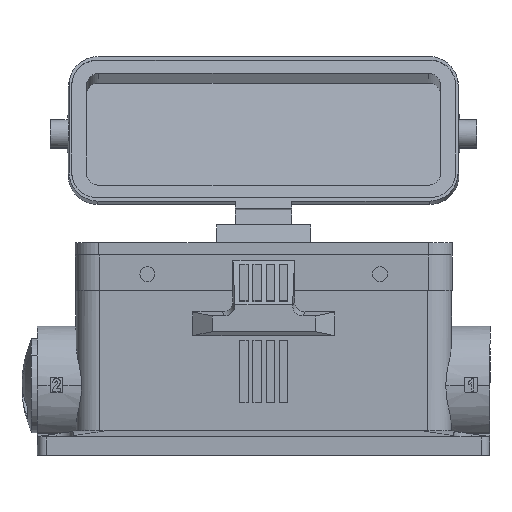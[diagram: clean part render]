
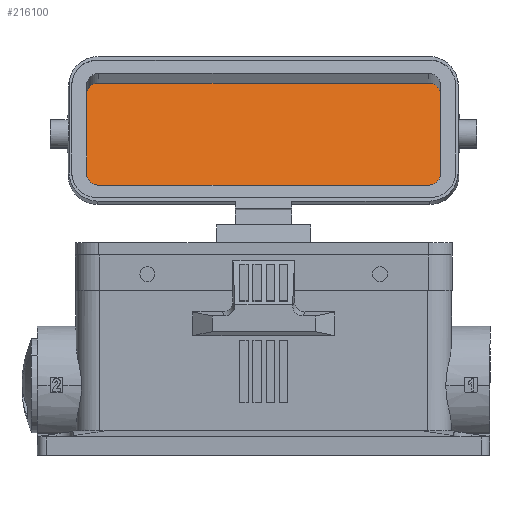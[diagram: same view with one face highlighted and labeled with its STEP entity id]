
A CAD part, left-side view. The second image highlights one B-rep face of the part: STEP entity #216100.
In plain terms, the highlighted face is planar.
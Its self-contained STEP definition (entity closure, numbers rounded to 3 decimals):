
#213530=CARTESIAN_POINT('',(-72.189,-304.696,
-202.822));
#213540=VERTEX_POINT('',#213530);
#213570=CARTESIAN_POINT('',(-72.189,-296.632,
-167.891));
#213580=DIRECTION('',(0.,-0.225,
-0.974));
#213590=VECTOR('',#213580,1.);
#213600=LINE('',#213570,#213590);
#213610=CARTESIAN_POINT('',(-72.189,-298.24,
-174.857));
#213620=VERTEX_POINT('',#213610);
#213630=EDGE_CURVE('',#213620,#213540,#213600,.T.);
#213860=CARTESIAN_POINT('',(-76.089,-298.24,
-174.857));
#213870=DIRECTION('',(0.,-0.974,
0.225));
#213880=DIRECTION('',(0.,0.225,
0.974));
#213890=AXIS2_PLACEMENT_3D('',#213860,#213870,#213880);
#213900=CIRCLE('',#213890,3.899);
#213910=CARTESIAN_POINT('',(-76.089,-297.363,
-171.057));
#213920=VERTEX_POINT('',#213910);
#213930=EDGE_CURVE('',#213620,#213920,#213900,.T.);
#214200=CARTESIAN_POINT('',(-187.,-297.363,
-171.057));
#214210=DIRECTION('',(1.,0.,0.));
#214220=VECTOR('',#214210,1.);
#214230=LINE('',#214200,#214220);
#214240=CARTESIAN_POINT('',(-180.99,-297.363,
-171.057));
#214250=VERTEX_POINT('',#214240);
#214260=EDGE_CURVE('',#214250,#213920,#214230,.T.);
#214490=CARTESIAN_POINT('',(-180.99,-298.24,
-174.857));
#214500=DIRECTION('',(0.,-0.974,
0.225));
#214510=DIRECTION('',(0.,0.225,
0.974));
#214520=AXIS2_PLACEMENT_3D('',#214490,#214500,#214510);
#214530=CIRCLE('',#214520,3.9);
#214540=CARTESIAN_POINT('',(-184.889,-298.24,
-174.857));
#214550=VERTEX_POINT('',#214540);
#214560=EDGE_CURVE('',#214250,#214550,#214530,.T.);
#214830=CARTESIAN_POINT('',(-184.889,-296.632,
-167.891));
#214840=DIRECTION('',(0.,0.225,
0.974));
#214850=VECTOR('',#214840,1.);
#214860=LINE('',#214830,#214850);
#214870=CARTESIAN_POINT('',(-184.889,-304.696,
-202.822));
#214880=VERTEX_POINT('',#214870);
#214890=EDGE_CURVE('',#214880,#214550,#214860,.T.);
#215120=CARTESIAN_POINT('',(-180.99,-304.696,
-202.822));
#215130=DIRECTION('',(0.,-0.974,
0.225));
#215140=DIRECTION('',(0.,0.225,
0.974));
#215150=AXIS2_PLACEMENT_3D('',#215120,#215130,#215140);
#215160=CIRCLE('',#215150,3.9);
#215170=CARTESIAN_POINT('',(-180.99,-305.573,
-206.622));
#215180=VERTEX_POINT('',#215170);
#215190=EDGE_CURVE('',#214880,#215180,#215160,.T.);
#215460=CARTESIAN_POINT('',(-187.,-305.573,
-206.622));
#215470=DIRECTION('',(-1.,0.,0.));
#215480=VECTOR('',#215470,1.);
#215490=LINE('',#215460,#215480);
#215500=CARTESIAN_POINT('',(-76.089,-305.573,
-206.622));
#215510=VERTEX_POINT('',#215500);
#215520=EDGE_CURVE('',#215510,#215180,#215490,.T.);
#215750=CARTESIAN_POINT('',(-76.089,-304.696,
-202.822));
#215760=DIRECTION('',(0.,-0.974,
0.225));
#215770=DIRECTION('',(0.,0.225,
0.974));
#215780=AXIS2_PLACEMENT_3D('',#215750,#215760,#215770);
#215790=CIRCLE('',#215780,3.9);
#215800=EDGE_CURVE('',#215510,#213540,#215790,.T.);
#215950=CARTESIAN_POINT('',(-172.377,-299.321,
-179.538));
#215960=DIRECTION('',(0.,-0.974,
0.225));
#215970=DIRECTION('',(1.,0.,0.));
#215980=AXIS2_PLACEMENT_3D('',#215950,#215960,#215970);
#215990=PLANE('',#215980);
#216000=ORIENTED_EDGE('',*,*,#215800,.T.);
#216010=ORIENTED_EDGE('',*,*,#215520,.F.);
#216020=ORIENTED_EDGE('',*,*,#215190,.T.);
#216030=ORIENTED_EDGE('',*,*,#214890,.F.);
#216040=ORIENTED_EDGE('',*,*,#214560,.T.);
#216050=ORIENTED_EDGE('',*,*,#214260,.F.);
#216060=ORIENTED_EDGE('',*,*,#213930,.T.);
#216070=ORIENTED_EDGE('',*,*,#213630,.F.);
#216080=EDGE_LOOP('',(#216070,#216060,#216050,#216040,#216030,#216020,
#216010,#216000));
#216090=FACE_OUTER_BOUND('',#216080,.T.);
#216100=ADVANCED_FACE('',(#216090),#215990,.T.);
